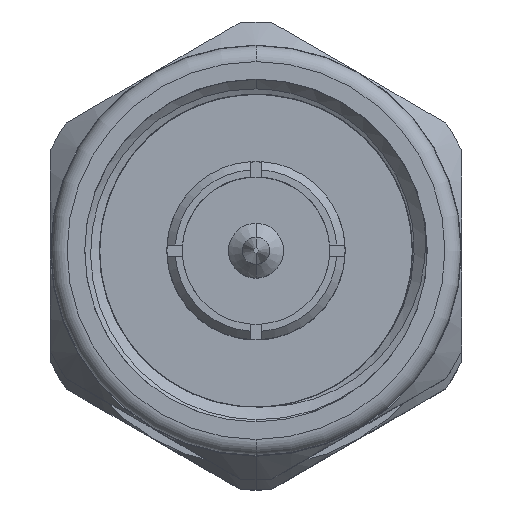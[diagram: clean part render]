
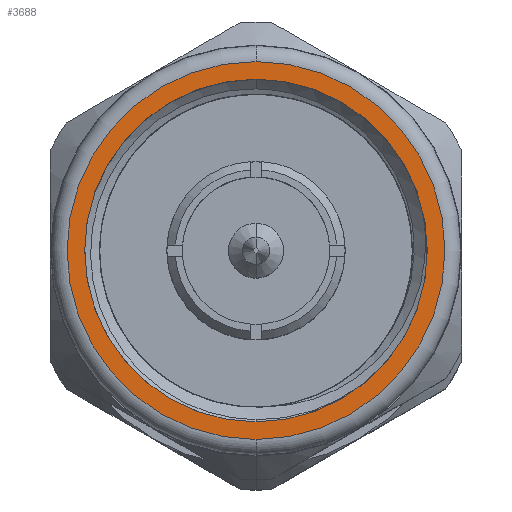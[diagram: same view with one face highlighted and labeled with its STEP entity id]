
A CAD part, top view. The second image highlights one B-rep face of the part: STEP entity #3688.
In plain terms, the highlighted face is planar.
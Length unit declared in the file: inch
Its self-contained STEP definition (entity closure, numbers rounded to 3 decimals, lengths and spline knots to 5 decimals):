
#157 = DIRECTION ( 'NONE',  ( -1., 0., 0. ) ) ;
#222 = ORIENTED_EDGE ( 'NONE', *, *, #5567, .F. ) ;
#320 = DIRECTION ( 'NONE',  ( -1., 0., 0. ) ) ;
#700 = CARTESIAN_POINT ( 'NONE',  ( 0.97624, 0., 0. ) ) ;
#712 = EDGE_LOOP ( 'NONE', ( #222, #4974 ) ) ;
#883 = CIRCLE ( 'NONE', #4641, 0.34457 ) ;
#984 = DIRECTION ( 'NONE',  ( 0., -1., 0. ) ) ;
#1136 = DIRECTION ( 'NONE',  ( 0., -1., 0. ) ) ;
#1143 = VERTEX_POINT ( 'NONE', #1867 ) ;
#1224 = DIRECTION ( 'NONE',  ( -1., 0., 0. ) ) ;
#1627 = VERTEX_POINT ( 'NONE', #6001 ) ;
#1809 = CARTESIAN_POINT ( 'NONE',  ( 0.97624, 0., 0. ) ) ;
#1831 = DIRECTION ( 'NONE',  ( 0., -1., 0. ) ) ;
#1867 = CARTESIAN_POINT ( 'NONE',  ( 0.97624, 0.34457, 0. ) ) ;
#2154 = CARTESIAN_POINT ( 'NONE',  ( 0.97624, 0., 0. ) ) ;
#2454 = DIRECTION ( 'NONE',  ( -1., 0., 0. ) ) ;
#2483 = CARTESIAN_POINT ( 'NONE',  ( 0.97624, 0.3125, 0. ) ) ;
#2580 = DIRECTION ( 'NONE',  ( 0., 1., 0. ) ) ;
#2593 = CIRCLE ( 'NONE', #4686, 0.34457 ) ;
#2645 = CARTESIAN_POINT ( 'NONE',  ( 0.97624, 0.34457, 0. ) ) ;
#3083 = AXIS2_PLACEMENT_3D ( 'NONE', #2154, #157, #4588 ) ;
#3120 = DIRECTION ( 'NONE',  ( 1., 0., 0. ) ) ;
#3127 = FACE_BOUND ( 'NONE', #712, .T. ) ;
#3496 = AXIS2_PLACEMENT_3D ( 'NONE', #2645, #3120, #2580 ) ;
#3688 = ADVANCED_FACE ( 'NONE', ( #3127, #3905 ), #5060, .F. ) ;
#3878 = ORIENTED_EDGE ( 'NONE', *, *, #4753, .T. ) ;
#3905 = FACE_OUTER_BOUND ( 'NONE', #4874, .T. ) ;
#3959 = CIRCLE ( 'NONE', #4390, 0.3125 ) ;
#4006 = VERTEX_POINT ( 'NONE', #5443 ) ;
#4099 = VERTEX_POINT ( 'NONE', #2483 ) ;
#4106 = ORIENTED_EDGE ( 'NONE', *, *, #6080, .T. ) ;
#4250 = EDGE_CURVE ( 'NONE', #4099, #1627, #4522, .T. ) ;
#4390 = AXIS2_PLACEMENT_3D ( 'NONE', #1809, #320, #1831 ) ;
#4488 = CARTESIAN_POINT ( 'NONE',  ( 0.97624, 0., 0. ) ) ;
#4522 = CIRCLE ( 'NONE', #3083, 0.3125 ) ;
#4588 = DIRECTION ( 'NONE',  ( 0., -1., 0. ) ) ;
#4641 = AXIS2_PLACEMENT_3D ( 'NONE', #4488, #2454, #984 ) ;
#4686 = AXIS2_PLACEMENT_3D ( 'NONE', #700, #1224, #1136 ) ;
#4753 = EDGE_CURVE ( 'NONE', #1143, #4006, #883, .T. ) ;
#4874 = EDGE_LOOP ( 'NONE', ( #4106, #3878 ) ) ;
#4974 = ORIENTED_EDGE ( 'NONE', *, *, #4250, .F. ) ;
#5060 = PLANE ( 'NONE',  #3496 ) ;
#5443 = CARTESIAN_POINT ( 'NONE',  ( 0.97624, -0.34457, 0. ) ) ;
#5567 = EDGE_CURVE ( 'NONE', #1627, #4099, #3959, .T. ) ;
#6001 = CARTESIAN_POINT ( 'NONE',  ( 0.97624, -0.3125, 0. ) ) ;
#6080 = EDGE_CURVE ( 'NONE', #4006, #1143, #2593, .T. ) ;
